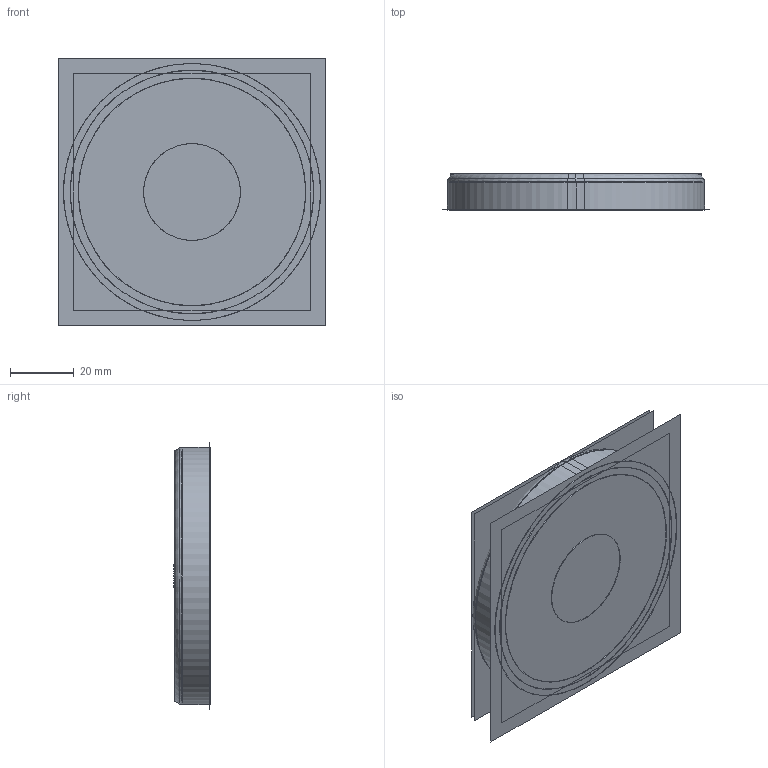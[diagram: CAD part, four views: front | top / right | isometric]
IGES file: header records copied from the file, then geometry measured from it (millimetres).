
Start section:  PTC IGES file: 192317.igs
Global section: file name: 192317.igs; native system: Creo Parametric by Parametric Technology Corporation; preprocessor: 2013230; author: pdmadmin; organization: Unknown; date: 20151218.135231; units: millimetre
Bounding box: 84.29 x 11.51 x 84.27 mm (x, y, z)
Volume: 44463.8 mm3; surface area: 90414.7 mm2
Topology: 1 solids, 1 shells, 34 faces, 160 edges, 206 vertices
Faces by surface type: revolution 24, bspline 10
